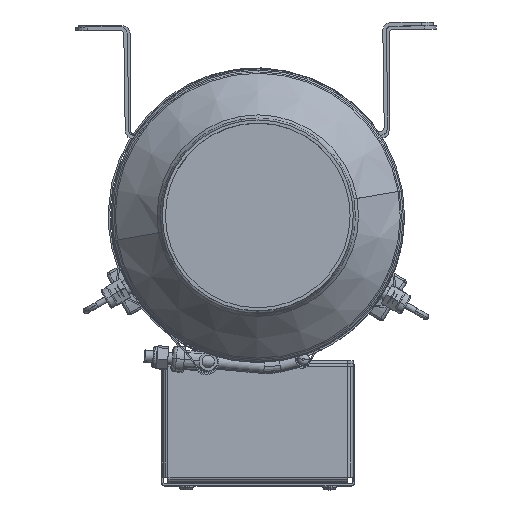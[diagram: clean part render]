
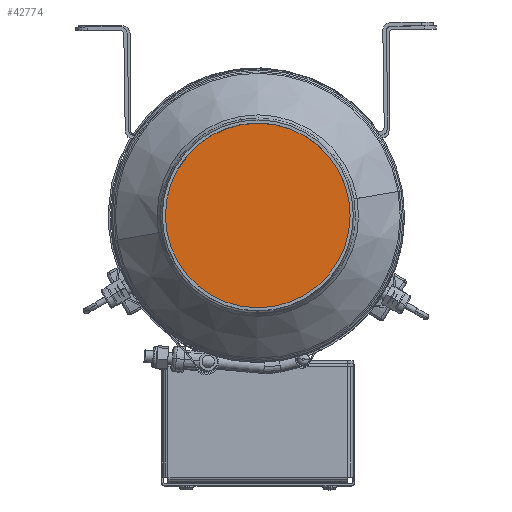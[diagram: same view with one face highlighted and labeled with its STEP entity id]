
A CAD part, top view. The second image highlights one B-rep face of the part: STEP entity #42774.
In plain terms, the highlighted planar face has unit normal (0, 0, 1).
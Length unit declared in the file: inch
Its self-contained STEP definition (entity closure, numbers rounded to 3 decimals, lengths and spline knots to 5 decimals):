
#8031 = ORIENTED_EDGE ( 'NONE', *, *, #28888, .F. ) ;
#9402 = CARTESIAN_POINT ( 'NONE',  ( 1.95894, -4.51576, 26.51528 ) ) ;
#14584 = DIRECTION ( 'NONE',  ( 0., 0., -1. ) ) ;
#14727 = CARTESIAN_POINT ( 'NONE',  ( -0.99743, -4.00594, 26.51528 ) ) ;
#16721 = DIRECTION ( 'NONE',  ( -0.985, 0.17, 0. ) ) ;
#17883 = EDGE_CURVE ( 'NONE', #37895, #28805, #44078, .T. ) ;
#23589 = DIRECTION ( 'NONE',  ( 0.985, -0.17, 0. ) ) ;
#28805 = VERTEX_POINT ( 'NONE', #92966 ) ;
#28888 = EDGE_CURVE ( 'NONE', #28805, #37895, #45239, .T. ) ;
#35132 = ORIENTED_EDGE ( 'NONE', *, *, #17883, .F. ) ;
#35523 = AXIS2_PLACEMENT_3D ( 'NONE', #14727, #76739, #23589 ) ;
#37895 = VERTEX_POINT ( 'NONE', #9402 ) ;
#42774 = ADVANCED_FACE ( 'NONE', ( #99153 ), #60527, .F. ) ;
#44078 = CIRCLE ( 'NONE', #103521, 3. ) ;
#45239 = CIRCLE ( 'NONE', #35523, 3. ) ;
#51531 = EDGE_LOOP ( 'NONE', ( #35132, #8031 ) ) ;
#51970 = AXIS2_PLACEMENT_3D ( 'NONE', #113508, #69820, #16721 ) ;
#60527 = PLANE ( 'NONE',  #51970 ) ;
#67695 = CARTESIAN_POINT ( 'NONE',  ( -0.99743, -4.00594, 26.51528 ) ) ;
#69820 = DIRECTION ( 'NONE',  ( 0., 0., -1. ) ) ;
#76589 = DIRECTION ( 'NONE',  ( 0.985, -0.17, 0. ) ) ;
#76739 = DIRECTION ( 'NONE',  ( 0., 0., -1. ) ) ;
#92966 = CARTESIAN_POINT ( 'NONE',  ( -3.95379, -3.49612, 26.51528 ) ) ;
#99153 = FACE_OUTER_BOUND ( 'NONE', #51531, .T. ) ;
#103521 = AXIS2_PLACEMENT_3D ( 'NONE', #67695, #14584, #76589 ) ;
#113508 = CARTESIAN_POINT ( 'NONE',  ( -0.99743, -4.00594, 26.51528 ) ) ;
